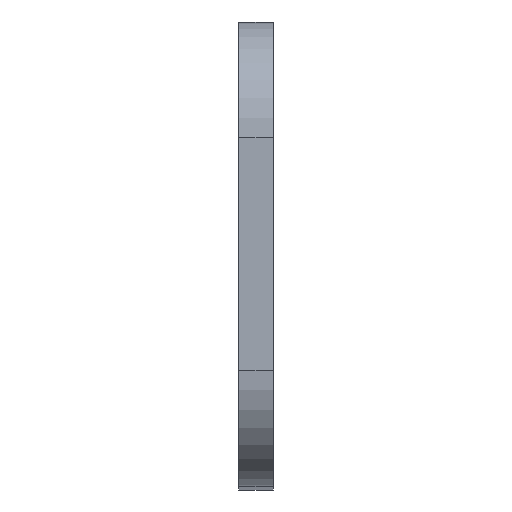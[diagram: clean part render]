
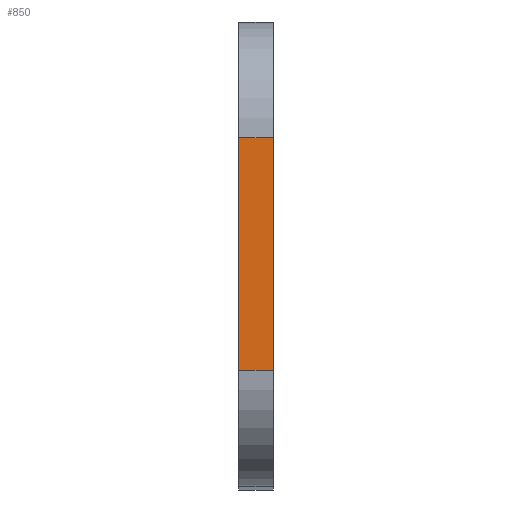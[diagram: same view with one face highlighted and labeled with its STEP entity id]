
A CAD part, top view. The second image highlights one B-rep face of the part: STEP entity #850.
In plain terms, the highlighted planar face has unit normal (0, 0, 1).
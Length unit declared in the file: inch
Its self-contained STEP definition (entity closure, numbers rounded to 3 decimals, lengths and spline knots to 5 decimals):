
#68=PLANE('',#972);
#108=FACE_OUTER_BOUND('',#148,.T.);
#148=EDGE_LOOP('',(#703,#704,#705,#706));
#235=LINE('',#1417,#289);
#248=LINE('',#1456,#302);
#249=LINE('',#1458,#303);
#250=LINE('',#1459,#304);
#289=VECTOR('',#1183,0.3937);
#302=VECTOR('',#1222,0.3937);
#303=VECTOR('',#1225,0.3937);
#304=VECTOR('',#1226,0.3937);
#426=VERTEX_POINT('',#1414);
#427=VERTEX_POINT('',#1416);
#439=VERTEX_POINT('',#1452);
#440=VERTEX_POINT('',#1454);
#532=EDGE_CURVE('',#426,#427,#235,.T.);
#552=EDGE_CURVE('',#439,#440,#248,.T.);
#553=EDGE_CURVE('',#426,#439,#249,.T.);
#554=EDGE_CURVE('',#427,#440,#250,.T.);
#703=ORIENTED_EDGE('',*,*,#553,.T.);
#704=ORIENTED_EDGE('',*,*,#552,.T.);
#705=ORIENTED_EDGE('',*,*,#554,.F.);
#706=ORIENTED_EDGE('',*,*,#532,.F.);
#850=ADVANCED_FACE('',(#108),#68,.T.);
#972=AXIS2_PLACEMENT_3D('',#1457,#1223,#1224);
#1183=DIRECTION('',(1.,0.,0.));
#1222=DIRECTION('',(1.,0.,0.));
#1223=DIRECTION('center_axis',(0.,0.,1.));
#1224=DIRECTION('ref_axis',(0.,-1.,0.));
#1225=DIRECTION('',(0.,-1.,0.));
#1226=DIRECTION('',(0.,-1.,0.));
#1414=CARTESIAN_POINT('',(0.,1.5,0.));
#1416=CARTESIAN_POINT('',(0.15,1.5,0.));
#1417=CARTESIAN_POINT('',(0.,1.5,0.));
#1452=CARTESIAN_POINT('',(0.,0.5,0.));
#1454=CARTESIAN_POINT('',(0.15,0.5,0.));
#1456=CARTESIAN_POINT('',(0.,0.5,0.));
#1457=CARTESIAN_POINT('Origin',(0.,1.5,0.));
#1458=CARTESIAN_POINT('',(0.,1.5,0.));
#1459=CARTESIAN_POINT('',(0.15,1.5,0.));
